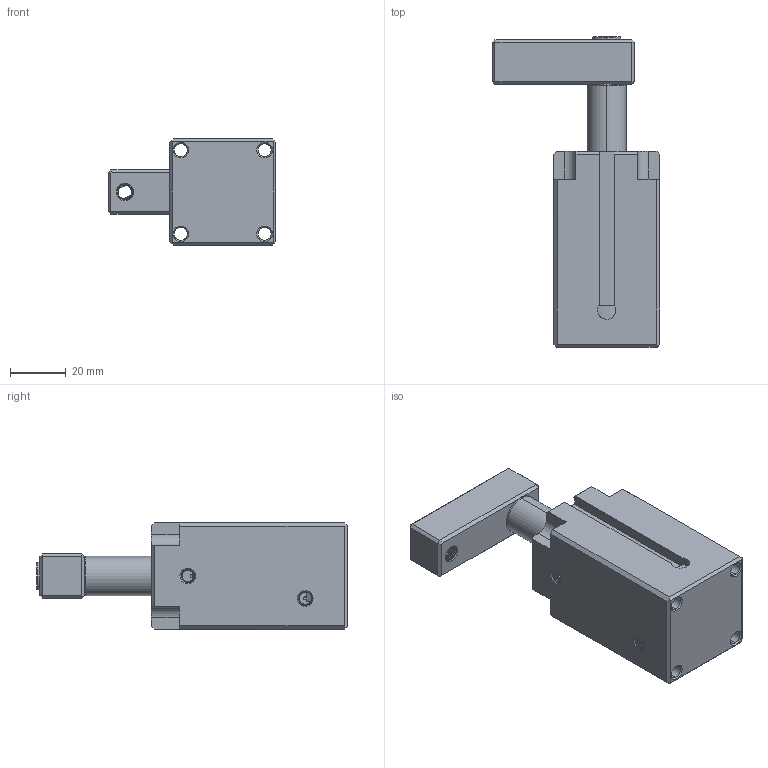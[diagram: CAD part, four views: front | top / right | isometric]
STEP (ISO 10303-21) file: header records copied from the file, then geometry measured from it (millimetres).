
FILE_DESCRIPTION (( 'STEP AP203' ), '1' );
FILE_NAME ('ASC-MS25S气压转角缸.STEP', '2019-05-09T11:13:05', ( 'User' ), ( 'china' ), 'SwSTEP 2.0', 'SolidWorks 2018', '' );
FILE_SCHEMA (( 'CONFIG_CONTROL_DESIGN' ));
Length unit declared in the file: millimetre
Products named in the file (6): 掛极-1; 揤旋; 埴翐种; ASC-MS25S气压转角缸; ASC-25活塞杆00; socket head cap screw_iso_ISO 4762 M6 x 25 --- 25S
Assembly tree (5 placements, depth 2):
  ASC-MS25S气压转角缸
    ASC-25活塞杆00
    socket head cap screw_iso_ISO 4762 M6 x 25 --- 25S
    掛极-1
    揤旋
    埴翐种
Bounding box: 60 x 111 x 38 mm (x, y, z)
Volume: 94962.2 mm3; surface area: 33607.8 mm2
Topology: 5 solids, 5 shells, 483 faces, 1244 edges, 773 vertices
Faces by surface type: cylinder 203, cone 138, plane 109, bspline 25, torus 8
Entity records: 30757 total; most frequent: CARTESIAN_POINT 19072, ORIENTED_EDGE 2480, DIRECTION 2210, EDGE_CURVE 1240, AXIS2_PLACEMENT_3D 816, VERTEX_POINT 773, LINE 578, VECTOR 578
